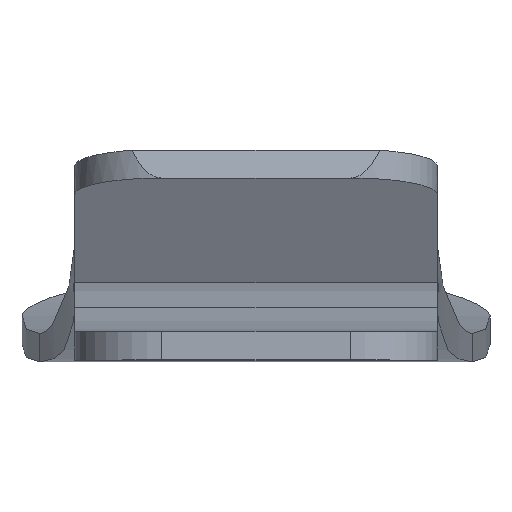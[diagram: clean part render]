
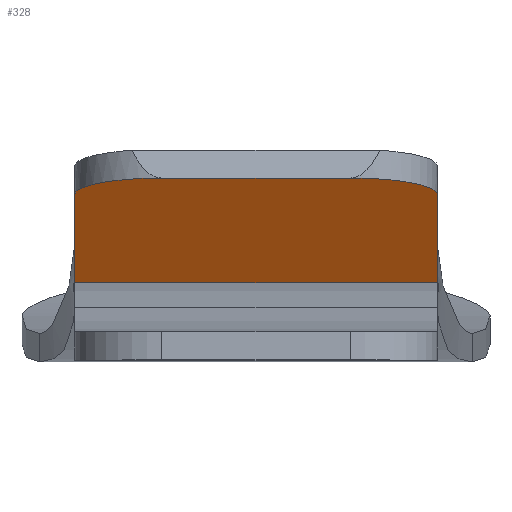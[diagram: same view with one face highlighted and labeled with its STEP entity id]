
A CAD part, top view. The second image highlights one B-rep face of the part: STEP entity #328.
In plain terms, the highlighted planar face has unit normal (0, -0.983, 0.186).
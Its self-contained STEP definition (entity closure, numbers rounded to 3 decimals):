
#2 = EDGE_CURVE ( 'NONE', #403, #972, #591, .T. ) ;
#3 = DIRECTION ( 'NONE',  ( -1., 0., 0. ) ) ;
#25 = EDGE_CURVE ( 'NONE', #549, #648, #522, .T. ) ;
#53 = VECTOR ( 'NONE', #850, 1000. ) ;
#68 = CARTESIAN_POINT ( 'NONE',  ( -32.051, 11.662, -107.838 ) ) ;
#74 = DIRECTION ( 'NONE',  ( 0., 0.187, 0.982 ) ) ;
#81 = PLANE ( 'NONE',  #303 ) ;
#96 = EDGE_CURVE ( 'NONE', #978, #648, #773, .T. ) ;
#100 = EDGE_CURVE ( 'NONE', #200, #403, #1088, .T. ) ;
#113 = CARTESIAN_POINT ( 'NONE',  ( -32.3, 11.662, -107.838 ) ) ;
#131 = CARTESIAN_POINT ( 'NONE',  ( 32.3, 11.662, -107.838 ) ) ;
#158 = CARTESIAN_POINT ( 'NONE',  ( 16.667, 32.136, 0. ) ) ;
#180 =( BOUNDED_CURVE ( )  B_SPLINE_CURVE ( 3, ( #547, #198, #884, #1056 ),
 .UNSPECIFIED., .F., .T. ) 
 B_SPLINE_CURVE_WITH_KNOTS ( ( 4, 4 ),
 ( 1.571, 3.142 ),
 .UNSPECIFIED. ) 
 CURVE ( )  GEOMETRIC_REPRESENTATION_ITEM ( )  RATIONAL_B_SPLINE_CURVE ( ( 1., 0.805, 0.805, 1. ) ) 
 REPRESENTATION_ITEM ( '' )  );
#182 = CARTESIAN_POINT ( 'NONE',  ( 32.051, 30.926, -6.373 ) ) ;
#188 = DIRECTION ( 'NONE',  ( 0., -0.187, -0.982 ) ) ;
#198 = CARTESIAN_POINT ( 'NONE',  ( -32.051, 30.926, -6.373 ) ) ;
#200 = VERTEX_POINT ( 'NONE', #158 ) ;
#211 = CARTESIAN_POINT ( 'NONE',  ( -32.051, 29.215, -15.385 ) ) ;
#220 = EDGE_CURVE ( 'NONE', #200, #914, #861, .T. ) ;
#222 = CARTESIAN_POINT ( 'NONE',  ( 32.051, 15.098, -89.744 ) ) ;
#231 = CARTESIAN_POINT ( 'NONE',  ( 32.051, 29.215, -15.385 ) ) ;
#266 = VECTOR ( 'NONE', #3, 1000. ) ;
#293 = CARTESIAN_POINT ( 'NONE',  ( -32.051, 15.098, -89.744 ) ) ;
#303 = AXIS2_PLACEMENT_3D ( 'NONE', #519, #941, #1022 ) ;
#328 = ADVANCED_FACE ( 'NONE', ( #340 ), #81, .F. ) ;
#340 = FACE_OUTER_BOUND ( 'NONE', #1072, .T. ) ;
#345 = CARTESIAN_POINT ( 'NONE',  ( 41.333, 11.662, -107.838 ) ) ;
#357 = ORIENTED_EDGE ( 'NONE', *, *, #580, .F. ) ;
#361 =( BOUNDED_CURVE ( )  B_SPLINE_CURVE ( 3, ( #409, #1086, #1011, #131 ),
 .UNSPECIFIED., .F., .T. ) 
 B_SPLINE_CURVE_WITH_KNOTS ( ( 4, 4 ),
 ( 1.571, 1.598 ),
 .UNSPECIFIED. ) 
 CURVE ( )  GEOMETRIC_REPRESENTATION_ITEM ( )  RATIONAL_B_SPLINE_CURVE ( ( 1., 1., 1., 1. ) ) 
 REPRESENTATION_ITEM ( '' )  );
#368 = ORIENTED_EDGE ( 'NONE', *, *, #25, .T. ) ;
#391 = ORIENTED_EDGE ( 'NONE', *, *, #96, .F. ) ;
#403 = VERTEX_POINT ( 'NONE', #231 ) ;
#407 = ORIENTED_EDGE ( 'NONE', *, *, #2, .F. ) ;
#409 = CARTESIAN_POINT ( 'NONE',  ( 32.051, 15.098, -89.744 ) ) ;
#428 = EDGE_CURVE ( 'NONE', #549, #921, #482, .T. ) ;
#450 = CARTESIAN_POINT ( 'NONE',  ( 32.051, 11.662, -107.838 ) ) ;
#482 = LINE ( 'NONE', #68, #527 ) ;
#519 = CARTESIAN_POINT ( 'NONE',  ( 41.333, 11.662, -107.838 ) ) ;
#522 =( BOUNDED_CURVE ( )  B_SPLINE_CURVE ( 3, ( #961, #551, #627, #113 ),
 .UNSPECIFIED., .F., .F. ) 
 B_SPLINE_CURVE_WITH_KNOTS ( ( 4, 4 ),
 ( 1.571, 1.598 ),
 .UNSPECIFIED. ) 
 CURVE ( )  GEOMETRIC_REPRESENTATION_ITEM ( )  RATIONAL_B_SPLINE_CURVE ( ( 1., 1., 1., 1. ) ) 
 REPRESENTATION_ITEM ( '' )  );
#527 = VECTOR ( 'NONE', #74, 1000. ) ;
#547 = CARTESIAN_POINT ( 'NONE',  ( -32.051, 29.215, -15.385 ) ) ;
#549 = VERTEX_POINT ( 'NONE', #293 ) ;
#551 = CARTESIAN_POINT ( 'NONE',  ( -32.051, 13.952, -95.776 ) ) ;
#580 = EDGE_CURVE ( 'NONE', #972, #978, #361, .T. ) ;
#591 = LINE ( 'NONE', #450, #875 ) ;
#598 = CARTESIAN_POINT ( 'NONE',  ( 41.333, 32.136, 0. ) ) ;
#627 = CARTESIAN_POINT ( 'NONE',  ( -32.134, 12.807, -101.808 ) ) ;
#639 = CARTESIAN_POINT ( 'NONE',  ( 32.3, 11.662, -107.838 ) ) ;
#648 = VERTEX_POINT ( 'NONE', #687 ) ;
#669 = ORIENTED_EDGE ( 'NONE', *, *, #428, .F. ) ;
#687 = CARTESIAN_POINT ( 'NONE',  ( -32.3, 11.662, -107.838 ) ) ;
#691 = CARTESIAN_POINT ( 'NONE',  ( 16.667, 32.136, 0. ) ) ;
#773 = LINE ( 'NONE', #345, #266 ) ;
#779 = CARTESIAN_POINT ( 'NONE',  ( 25.679, 32.136, 0. ) ) ;
#784 = EDGE_CURVE ( 'NONE', #921, #914, #180, .T. ) ;
#850 = DIRECTION ( 'NONE',  ( -1., 0., 0. ) ) ;
#861 = LINE ( 'NONE', #598, #53 ) ;
#868 = CARTESIAN_POINT ( 'NONE',  ( 32.051, 29.215, -15.385 ) ) ;
#875 = VECTOR ( 'NONE', #188, 1000. ) ;
#884 = CARTESIAN_POINT ( 'NONE',  ( -25.679, 32.136, 0. ) ) ;
#895 = ORIENTED_EDGE ( 'NONE', *, *, #784, .F. ) ;
#914 = VERTEX_POINT ( 'NONE', #987 ) ;
#921 = VERTEX_POINT ( 'NONE', #211 ) ;
#941 = DIRECTION ( 'NONE',  ( 0., 0.982, -0.187 ) ) ;
#961 = CARTESIAN_POINT ( 'NONE',  ( -32.051, 15.098, -89.744 ) ) ;
#972 = VERTEX_POINT ( 'NONE', #222 ) ;
#978 = VERTEX_POINT ( 'NONE', #639 ) ;
#987 = CARTESIAN_POINT ( 'NONE',  ( -16.667, 32.136, 0. ) ) ;
#994 = ORIENTED_EDGE ( 'NONE', *, *, #220, .T. ) ;
#1011 = CARTESIAN_POINT ( 'NONE',  ( 32.134, 12.807, -101.808 ) ) ;
#1022 = DIRECTION ( 'NONE',  ( 0., 0.187, 0.982 ) ) ;
#1053 = ORIENTED_EDGE ( 'NONE', *, *, #100, .F. ) ;
#1056 = CARTESIAN_POINT ( 'NONE',  ( -16.667, 32.136, 0. ) ) ;
#1072 = EDGE_LOOP ( 'NONE', ( #669, #368, #391, #357, #407, #1053, #994, #895 ) ) ;
#1086 = CARTESIAN_POINT ( 'NONE',  ( 32.051, 13.952, -95.776 ) ) ;
#1088 =( BOUNDED_CURVE ( )  B_SPLINE_CURVE ( 3, ( #691, #779, #182, #868 ),
 .UNSPECIFIED., .F., .T. ) 
 B_SPLINE_CURVE_WITH_KNOTS ( ( 4, 4 ),
 ( 0., 1.571 ),
 .UNSPECIFIED. ) 
 CURVE ( )  GEOMETRIC_REPRESENTATION_ITEM ( )  RATIONAL_B_SPLINE_CURVE ( ( 1., 0.805, 0.805, 1. ) ) 
 REPRESENTATION_ITEM ( '' )  );
